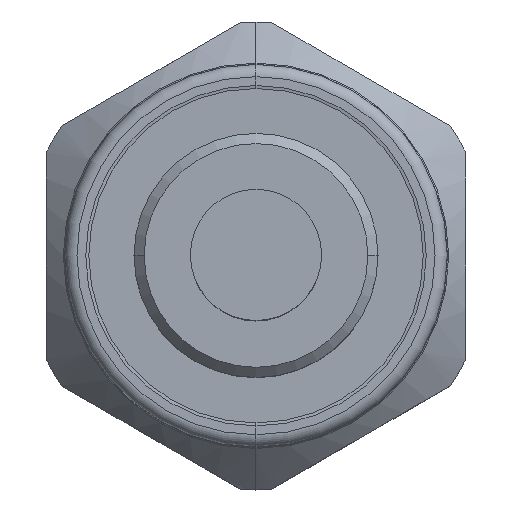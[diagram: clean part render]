
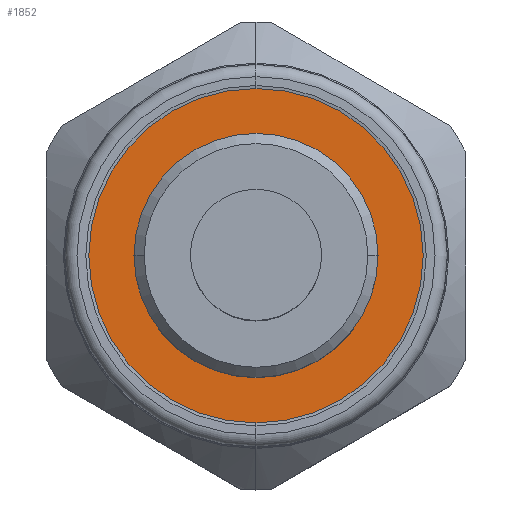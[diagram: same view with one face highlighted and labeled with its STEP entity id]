
A CAD part, top view. The second image highlights one B-rep face of the part: STEP entity #1852.
In plain terms, the highlighted planar face has unit normal (0, 0, 1).
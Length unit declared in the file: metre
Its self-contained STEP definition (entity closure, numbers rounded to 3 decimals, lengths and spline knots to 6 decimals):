
#89 = EDGE_CURVE ( 'NONE', #401, #2272, #1760, .T. ) ;
#93 = DIRECTION ( 'NONE',  ( 1., 0., 0. ) ) ;
#100 = CARTESIAN_POINT ( 'NONE',  ( -0.006, 0., 0. ) ) ;
#152 = CARTESIAN_POINT ( 'NONE',  ( 0., 0., 0. ) ) ;
#168 = FACE_OUTER_BOUND ( 'NONE', #2428, .T. ) ;
#213 = EDGE_CURVE ( 'NONE', #1689, #792, #2580, .T. ) ;
#296 = DIRECTION ( 'NONE',  ( 0., 1., 0. ) ) ;
#398 = ORIENTED_EDGE ( 'NONE', *, *, #1663, .T. ) ;
#401 = VERTEX_POINT ( 'NONE', #100 ) ;
#476 = AXIS2_PLACEMENT_3D ( 'NONE', #152, #1687, #2430 ) ;
#543 = DIRECTION ( 'NONE',  ( 0., 0., 1. ) ) ;
#670 = ORIENTED_EDGE ( 'NONE', *, *, #89, .T. ) ;
#686 = CARTESIAN_POINT ( 'NONE',  ( 0., 0., 0. ) ) ;
#792 = VERTEX_POINT ( 'NONE', #1623 ) ;
#810 = CIRCLE ( 'NONE', #1873, 0.00822 ) ;
#951 = CIRCLE ( 'NONE', #1632, 0.006 ) ;
#1204 = EDGE_CURVE ( 'NONE', #792, #1689, #810, .T. ) ;
#1285 = DIRECTION ( 'NONE',  ( 0., 0., -1. ) ) ;
#1411 = DIRECTION ( 'NONE',  ( 1., 0., 0. ) ) ;
#1422 = CARTESIAN_POINT ( 'NONE',  ( 0., 0.00822, 0. ) ) ;
#1452 = AXIS2_PLACEMENT_3D ( 'NONE', #686, #1484, #296 ) ;
#1484 = DIRECTION ( 'NONE',  ( 0., 0., 1. ) ) ;
#1560 = FACE_BOUND ( 'NONE', #2396, .T. ) ;
#1561 = CARTESIAN_POINT ( 'NONE',  ( 0., 0., 0. ) ) ;
#1623 = CARTESIAN_POINT ( 'NONE',  ( 0., -0.00822, 0. ) ) ;
#1632 = AXIS2_PLACEMENT_3D ( 'NONE', #2489, #1285, #93 ) ;
#1663 = EDGE_CURVE ( 'NONE', #2272, #401, #951, .T. ) ;
#1687 = DIRECTION ( 'NONE',  ( 0., 0., 1. ) ) ;
#1689 = VERTEX_POINT ( 'NONE', #1422 ) ;
#1724 = CARTESIAN_POINT ( 'NONE',  ( 0., 0., 0. ) ) ;
#1760 = CIRCLE ( 'NONE', #1998, 0.006 ) ;
#1852 = ADVANCED_FACE ( 'NONE', ( #168, #1560 ), #2293, .T. ) ;
#1870 = DIRECTION ( 'NONE',  ( 0., 0., -1. ) ) ;
#1873 = AXIS2_PLACEMENT_3D ( 'NONE', #1724, #543, #1937 ) ;
#1878 = ORIENTED_EDGE ( 'NONE', *, *, #1204, .T. ) ;
#1937 = DIRECTION ( 'NONE',  ( 0., 1., 0. ) ) ;
#1998 = AXIS2_PLACEMENT_3D ( 'NONE', #1561, #1870, #1411 ) ;
#2173 = ORIENTED_EDGE ( 'NONE', *, *, #213, .T. ) ;
#2255 = CARTESIAN_POINT ( 'NONE',  ( 0.006, 0., 0. ) ) ;
#2272 = VERTEX_POINT ( 'NONE', #2255 ) ;
#2293 = PLANE ( 'NONE',  #1452 ) ;
#2396 = EDGE_LOOP ( 'NONE', ( #398, #670 ) ) ;
#2428 = EDGE_LOOP ( 'NONE', ( #2173, #1878 ) ) ;
#2430 = DIRECTION ( 'NONE',  ( 0., 1., 0. ) ) ;
#2489 = CARTESIAN_POINT ( 'NONE',  ( 0., 0., 0. ) ) ;
#2580 = CIRCLE ( 'NONE', #476, 0.00822 ) ;
